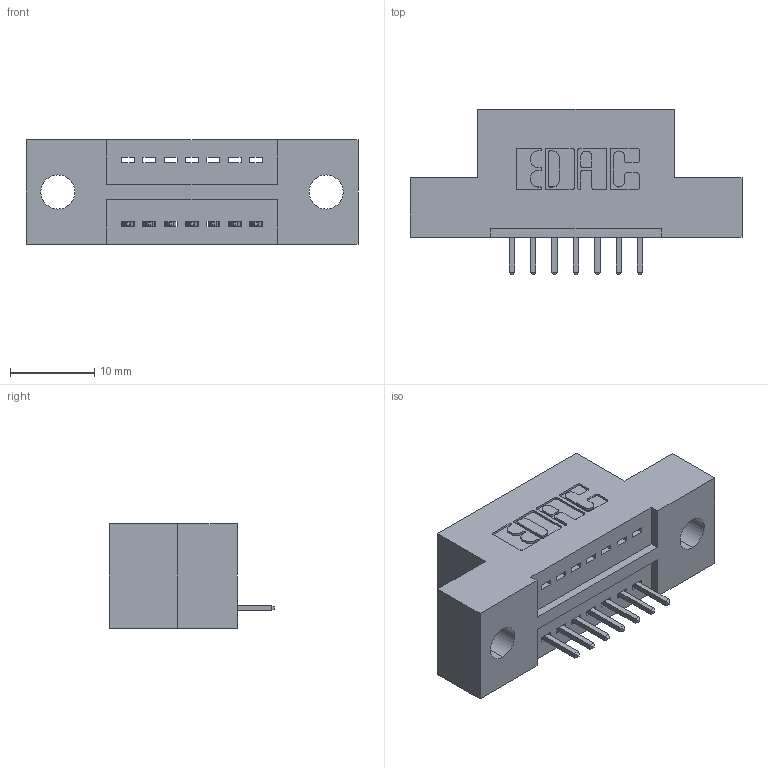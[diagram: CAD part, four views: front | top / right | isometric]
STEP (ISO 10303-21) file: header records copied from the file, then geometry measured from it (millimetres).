
FILE_DESCRIPTION (( 'STEP AP203' ), '1' );
FILE_NAME ('325-007-520-109.STEP', '2020-02-24T14:43:56', ( '' ), ( '' ), 'SwSTEP 2.0', 'SolidWorks 2016', '' );
FILE_SCHEMA (( 'CONFIG_CONTROL_DESIGN' ));
Length unit declared in the file: inch
Products named in the file (3): 325-007-520-109; 325 Part_.160 TH; 325-292-001_325-293-120
Assembly tree (8 placements, depth 2):
  325-007-520-109
    325 Part_.160 TH
    325-292-001_325-293-120  x7
Bounding box: 39.5 x 19.68 x 12.45 mm (x, y, z)
Volume: 4490 mm3; surface area: 4133.8 mm2
Topology: 8 solids, 8 shells, 520 faces, 1543 edges, 1018 vertices
Faces by surface type: plane 364, cylinder 156
Entity records: 8827 total; most frequent: CARTESIAN_POINT 1535, ORIENTED_EDGE 1478, DIRECTION 1365, EDGE_CURVE 739, VECTOR 611, LINE 611, VERTEX_POINT 490, AXIS2_PLACEMENT_3D 377
